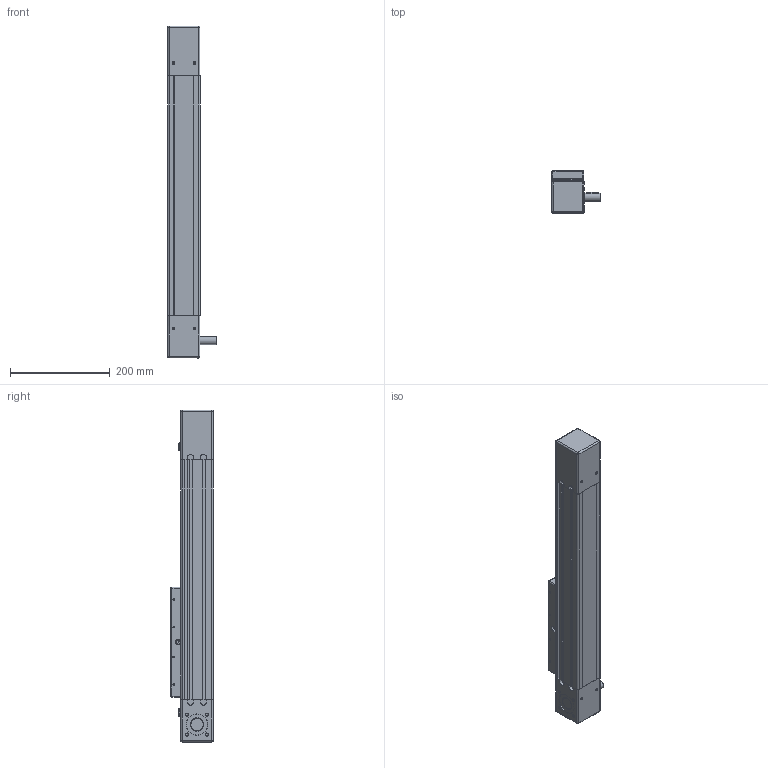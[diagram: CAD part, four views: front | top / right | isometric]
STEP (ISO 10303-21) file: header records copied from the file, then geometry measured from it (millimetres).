
FILE_DESCRIPTION((''),'2;1');
FILE_NAME('MTJ 65 250 L 1 L 1.stp','2012-05-11T12:29:35',('MFrelih'),(''),'Autodesk Inventor 2012','Autodesk Inventor 2012','');
FILE_SCHEMA(('AUTOMOTIVE_DESIGN { 1 0 10303 214 1 1 1 1 }'));
Length unit declared in the file: millimetre
Products named in the file (2): MTJ 65 250 L 1 L 1; MTJ 65 L IPART-042
Assembly tree (1 placements, depth 2):
  MTJ 65 250 L 1 L 1
    MTJ 65 L IPART-042
Bounding box: 97.5 x 85 x 665 mm (x, y, z)
Volume: 2821220.2 mm3; surface area: 290583.4 mm2
Topology: 1 solids, 6 shells, 732 faces, 1823 edges, 1129 vertices
Faces by surface type: plane 440, cylinder 211, cone 61, sphere 12, torus 8
Full cylindrical faces by diameter (mm): 1 x1, 3.242 x8, 4.134 x4, 4.917 x18, 5 x2, 5.2 x2, 6 x2, 7 x6, 8 x1, 10 x4, 16 x1, 25 x2, 26 x2, 27.86 x1, 42 x2, 42.9 x2
Entity records: 21283 total; most frequent: CARTESIAN_POINT 3717, DIRECTION 3678, ORIENTED_EDGE 3290, EDGE_CURVE 1645, AXIS2_PLACEMENT_3D 1326, VERTEX_POINT 1080, VECTOR 1026, LINE 1026
